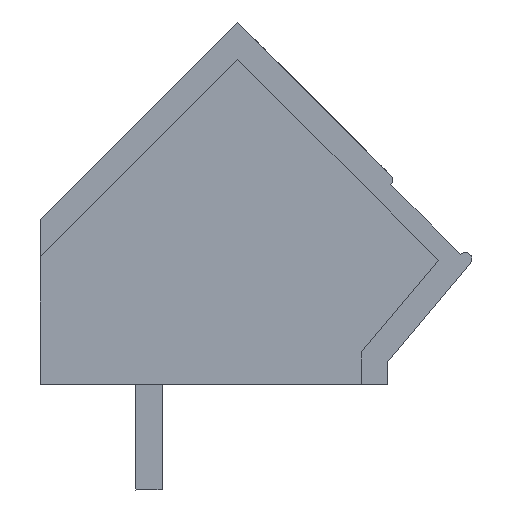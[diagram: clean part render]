
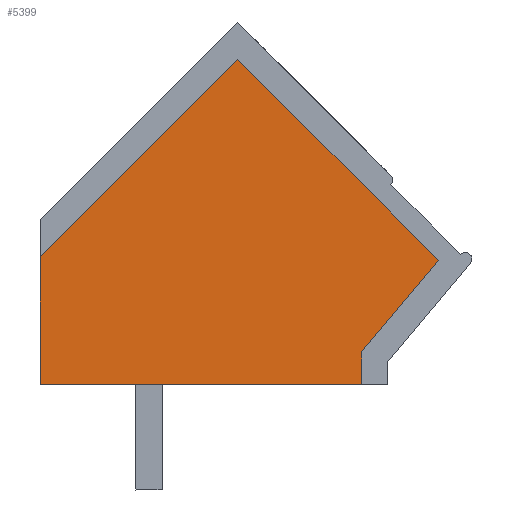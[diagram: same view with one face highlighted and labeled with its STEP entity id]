
A CAD part, left-side view. The second image highlights one B-rep face of the part: STEP entity #5399.
In plain terms, the highlighted planar face has unit normal (-1, 0, 0).
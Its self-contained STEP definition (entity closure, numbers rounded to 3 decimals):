
#5389=AXIS2_PLACEMENT_3D('Plane Axis2P3D',#5386,#5387,#5388) ;
#643=CARTESIAN_POINT('Vertex',(0.3,3.346,3.2)) ;
#646=CARTESIAN_POINT('Line Origine',(0.3,8.223,3.2)) ;
#650=CARTESIAN_POINT('Vertex',(0.3,13.1,3.2)) ;
#2564=CARTESIAN_POINT('Line Origine',(0.3,13.1,5.139)) ;
#2568=CARTESIAN_POINT('Vertex',(0.3,13.1,7.078)) ;
#2646=CARTESIAN_POINT('Line Origine',(0.3,10.105,10.073)) ;
#2650=CARTESIAN_POINT('Vertex',(0.3,7.11,13.069)) ;
#2671=CARTESIAN_POINT('Line Origine',(0.3,4.061,10.02)) ;
#2675=CARTESIAN_POINT('Vertex',(0.3,1.013,6.972)) ;
#2696=CARTESIAN_POINT('Line Origine',(0.3,2.18,5.582)) ;
#2700=CARTESIAN_POINT('Vertex',(0.3,3.346,4.191)) ;
#2721=CARTESIAN_POINT('Line Origine',(0.3,3.346,3.696)) ;
#5386=CARTESIAN_POINT('Axis2P3D Location',(0.3,4.168,11.258)) ;
#647=DIRECTION('Vector Direction',(0.,-1.,0.)) ;
#2565=DIRECTION('Vector Direction',(0.,0.,-1.)) ;
#2647=DIRECTION('Vector Direction',(0.,-0.707,0.707)) ;
#2672=DIRECTION('Vector Direction',(0.,-0.707,-0.707)) ;
#2697=DIRECTION('Vector Direction',(0.,0.643,-0.766)) ;
#2722=DIRECTION('Vector Direction',(0.,0.,-1.)) ;
#5387=DIRECTION('Axis2P3D Direction',(-1.,-0.,0.)) ;
#5388=DIRECTION('Axis2P3D XDirection',(0.,-0.707,-0.707)) ;
#648=VECTOR('Line Direction',#647,1.) ;
#2566=VECTOR('Line Direction',#2565,1.) ;
#2648=VECTOR('Line Direction',#2647,1.) ;
#2673=VECTOR('Line Direction',#2672,1.) ;
#2698=VECTOR('Line Direction',#2697,1.) ;
#2723=VECTOR('Line Direction',#2722,1.) ;
#5392=ORIENTED_EDGE('',*,*,#2652,.F.) ;
#5393=ORIENTED_EDGE('',*,*,#2570,.T.) ;
#5394=ORIENTED_EDGE('',*,*,#652,.T.) ;
#5395=ORIENTED_EDGE('',*,*,#2725,.F.) ;
#5396=ORIENTED_EDGE('',*,*,#2702,.F.) ;
#5397=ORIENTED_EDGE('',*,*,#2677,.F.) ;
#5399=ADVANCED_FACE('HOUSING',(#5398),#5390,.T.) ;
#652=EDGE_CURVE('',#651,#644,#649,.T.) ;
#2570=EDGE_CURVE('',#2569,#651,#2567,.T.) ;
#2652=EDGE_CURVE('',#2569,#2651,#2649,.T.) ;
#2677=EDGE_CURVE('',#2651,#2676,#2674,.T.) ;
#2702=EDGE_CURVE('',#2676,#2701,#2699,.T.) ;
#2725=EDGE_CURVE('',#2701,#644,#2724,.T.) ;
#5391=EDGE_LOOP('',(#5392,#5393,#5394,#5395,#5396,#5397)) ;
#5398=FACE_OUTER_BOUND('',#5391,.T.) ;
#649=LINE('Line',#646,#648) ;
#2567=LINE('Line',#2564,#2566) ;
#2649=LINE('Line',#2646,#2648) ;
#2674=LINE('Line',#2671,#2673) ;
#2699=LINE('Line',#2696,#2698) ;
#2724=LINE('Line',#2721,#2723) ;
#5390=PLANE('',#5389) ;
#644=VERTEX_POINT('',#643) ;
#651=VERTEX_POINT('',#650) ;
#2569=VERTEX_POINT('',#2568) ;
#2651=VERTEX_POINT('',#2650) ;
#2676=VERTEX_POINT('',#2675) ;
#2701=VERTEX_POINT('',#2700) ;
